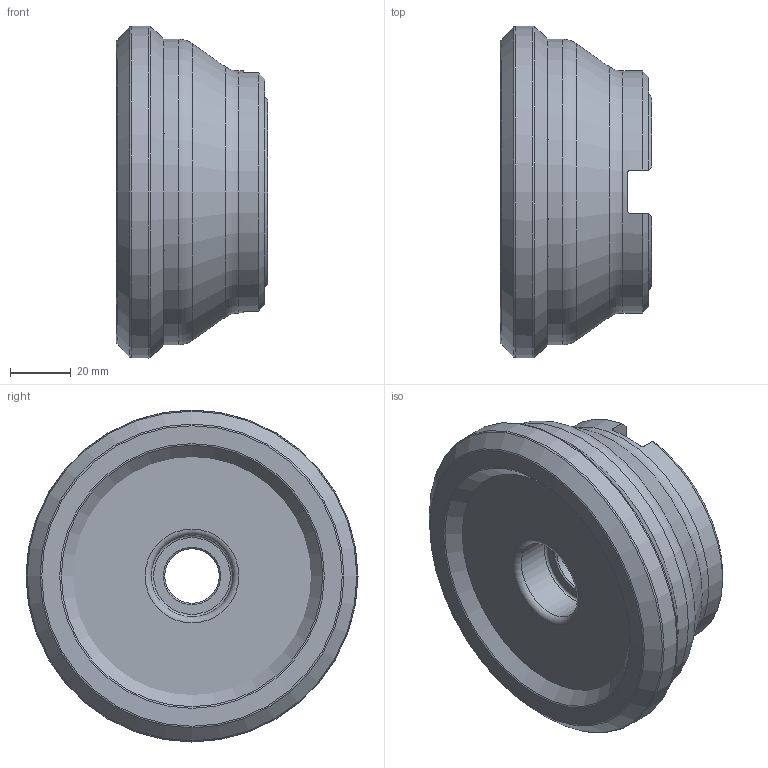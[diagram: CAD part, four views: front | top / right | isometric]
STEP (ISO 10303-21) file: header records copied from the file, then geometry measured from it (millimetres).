
FILE_DESCRIPTION(/* description */ (''),/* implementation_level */ '2;1');
FILE_NAME(/* name */ '100A07R_S45OD06D_SIM.stp',/* time_stamp */ '2020-01-14T08:46:50+01:00',/* author */ (''),/* organization */ (''),/* preprocessor_version */ 'ST-DEVELOPER v16.7',/* originating_system */ 'SIEMENS PLM Software NX 12.0',/* authorisation */ '');
FILE_SCHEMA (('AUTOMOTIVE_DESIGN { 1 0 10303 214 3 1 1 1 }'));
Length unit declared in the file: millimetre
Products named in the file (1): wq7006004AE132px
Bounding box: 49.99 x 109.75 x 109.75 mm (x, y, z)
Volume: 345338 mm3; surface area: 48058.3 mm2
Topology: 2 solids, 2 shells, 64 faces, 144 edges, 85 vertices
Faces by surface type: plane 19, revolution 15, cone 14, cylinder 10, torus 6
Full cylindrical faces by diameter (mm): 18 x1, 27 x1, 32 x1, 34 x1, 80 x1, 101 x1
Entity records: 1783 total; most frequent: CARTESIAN_POINT 493, DIRECTION 253, ORIENTED_EDGE 206, AXIS2_PLACEMENT_3D 105, EDGE_LOOP 104, EDGE_CURVE 103, FACE_BOUND 80, VERTEX_POINT 79
